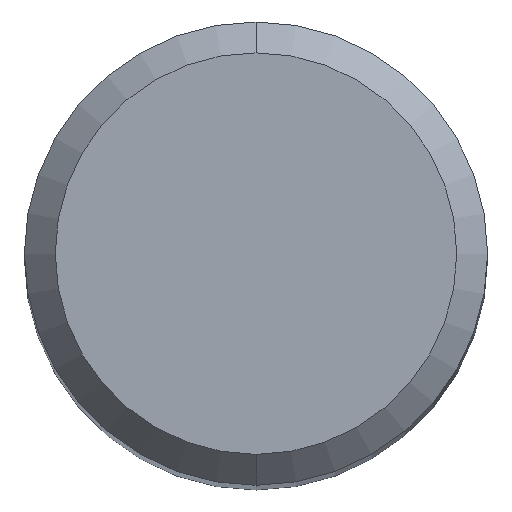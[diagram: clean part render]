
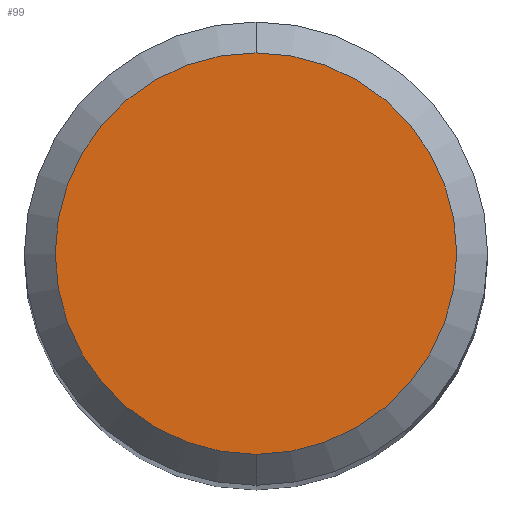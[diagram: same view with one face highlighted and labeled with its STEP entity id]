
A CAD part, top view. The second image highlights one B-rep face of the part: STEP entity #99.
In plain terms, the highlighted planar face has unit normal (0, 0, 1).
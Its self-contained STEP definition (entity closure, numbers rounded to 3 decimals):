
#99=ADVANCED_FACE('',(#250),#251,.T.);
#131=EDGE_CURVE('',#147,#167,#284,.T.);
#147=VERTEX_POINT('',#305);
#167=VERTEX_POINT('',#328);
#169=EDGE_CURVE('',#167,#147,#330,.T.);
#250=FACE_OUTER_BOUND('',#410,.T.);
#251=PLANE('',#411);
#284=CIRCLE('',#462,2.6);
#305=CARTESIAN_POINT('',(0.,-2.6,0.));
#328=CARTESIAN_POINT('',(0.0,2.6,0.));
#330=CIRCLE('',#517,2.6);
#410=EDGE_LOOP('',(#602,#603));
#411=AXIS2_PLACEMENT_3D('',#604,#605,#606);
#462=AXIS2_PLACEMENT_3D('',#636,#637,#638);
#517=AXIS2_PLACEMENT_3D('',#709,#710,#711);
#602=ORIENTED_EDGE('',*,*,#169,.F.);
#603=ORIENTED_EDGE('',*,*,#131,.F.);
#604=CARTESIAN_POINT('',(0.0,1.3,0.));
#605=DIRECTION('',(-0.0,0.0,1.0));
#606=DIRECTION('',(0.0,-1.0,0.0));
#636=CARTESIAN_POINT('',(0.0,0.0,0.));
#637=DIRECTION('',(0.0,0.0,-1.0));
#638=DIRECTION('',(0.0,1.0,0.0));
#709=CARTESIAN_POINT('',(0.0,0.0,0.));
#710=DIRECTION('',(0.0,0.0,-1.0));
#711=DIRECTION('',(0.0,1.0,0.0));
